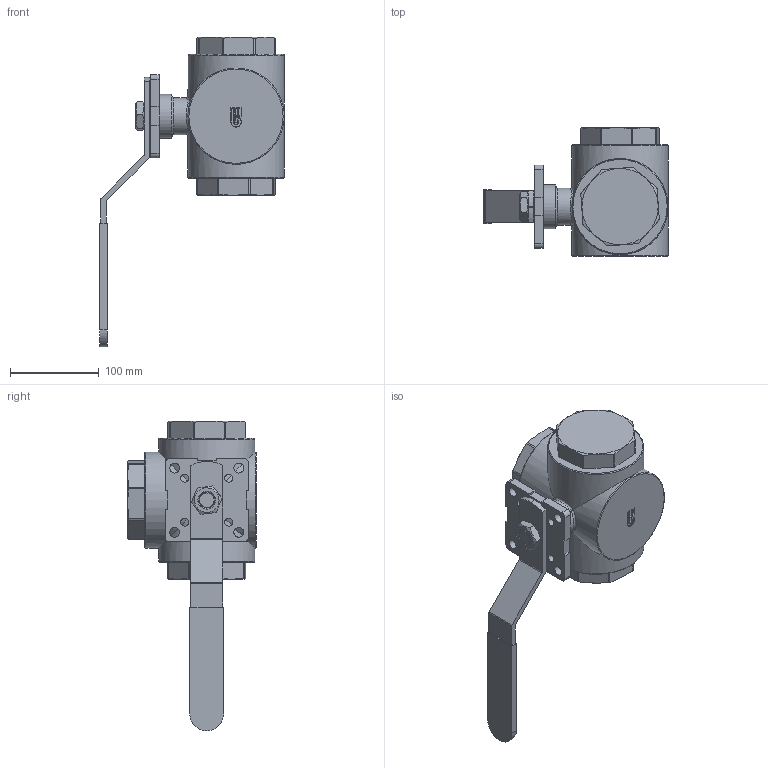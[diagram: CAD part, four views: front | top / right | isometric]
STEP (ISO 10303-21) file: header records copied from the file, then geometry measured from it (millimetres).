
FILE_DESCRIPTION(/* description */ (''),/* implementation_level */ '2;1');
FILE_NAME(/* name */ '204010.stp',/* time_stamp */ '2021-05-27T15:39:49+02:00',/* author */ ('M.CANAL'),/* organization */ (''),/* preprocessor_version */ 'ST-DEVELOPER v18.1',/* originating_system */ 'Autodesk Inventor 2021',/* authorisation */ '');
FILE_SCHEMA (('AUTOMOTIVE_DESIGN { 1 0 10303 214 3 1 1 }'));
Length unit declared in the file: millimetre
Products named in the file (1): 204010
Bounding box: 207 x 144.5 x 348.04 mm (x, y, z)
Volume: 2150601.3 mm3; surface area: 148443.4 mm2
Topology: 1 solids, 1 shells, 213 faces, 559 edges, 361 vertices
Faces by surface type: plane 117, cylinder 73, cone 11, torus 8, bspline 4
Full cylindrical faces by diameter (mm): 9 x4, 11 x4, 41.5 x1, 49.5 x1, 108 x4
Entity records: 7260 total; most frequent: CARTESIAN_POINT 1762, ORIENTED_EDGE 1118, DIRECTION 1075, EDGE_CURVE 559, AXIS2_PLACEMENT_3D 379, VERTEX_POINT 361, LINE 317, VECTOR 317
